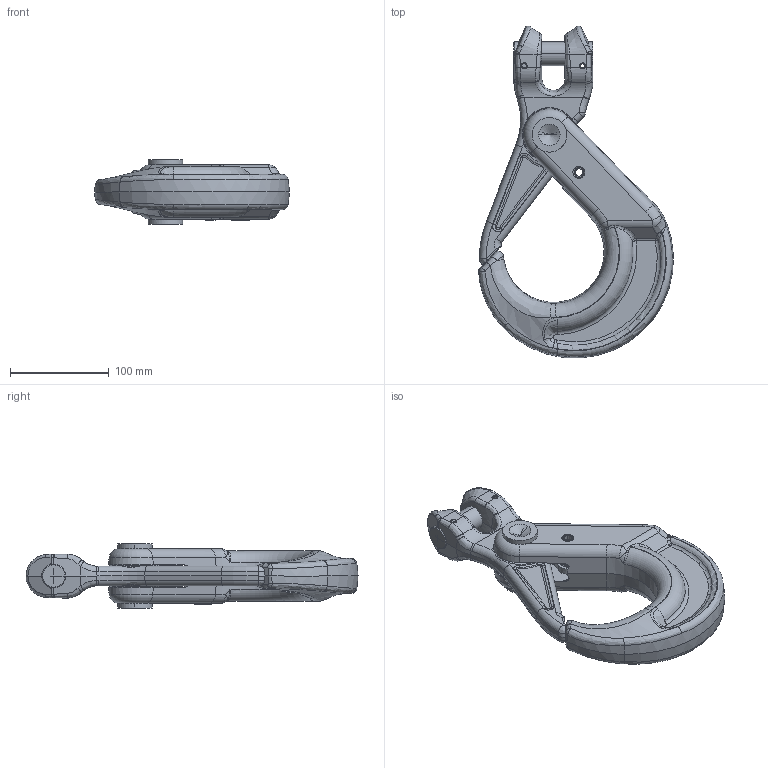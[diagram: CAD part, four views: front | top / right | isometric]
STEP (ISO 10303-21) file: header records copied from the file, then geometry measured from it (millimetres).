
FILE_DESCRIPTION((''),'2;1');
FILE_NAME('CROSBY_1317_075-18-20MM_1029071','2012-09-06T',('Alan Doughty'),('The Crosby Group LLC'),'PRO/ENGINEER BY PARAMETRIC TECHNOLOGY CORPORATION, 2012010','PRO/ENGINEER BY PARAMETRIC TECHNOLOGY CORPORATION, 2012010','');
FILE_SCHEMA(('CONFIG_CONTROL_DESIGN','SHAPE_APPEARANCE_LAYERS_GROUPS'));
Length unit declared in the file: inch
Products named in the file (1): CROSBY_1317_075-18-20MM_1029071
Bounding box: 196.95 x 335.43 x 65 mm (x, y, z)
Volume: 856740.6 mm3; surface area: 163033.6 mm2
Topology: 7 solids, 10 shells, 947 faces, 2560 edges, 1657 vertices
Faces by surface type: plane 403, bspline 181, extrusion 125, cylinder 104, cone 68, torus 58, sphere 8
Entity records: 65555 total; most frequent: CARTESIAN_POINT 35489, ORIENTED_EDGE 5056, DIRECTION 3564, PRESENTATION_STYLE_ASSIGNMENT 2585, STYLED_ITEM 2551, CURVE_STYLE 2542, EDGE_CURVE 2542, VERTEX_POINT 1657
